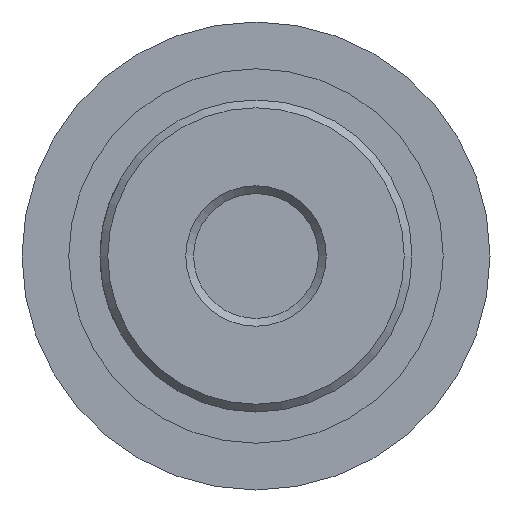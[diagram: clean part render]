
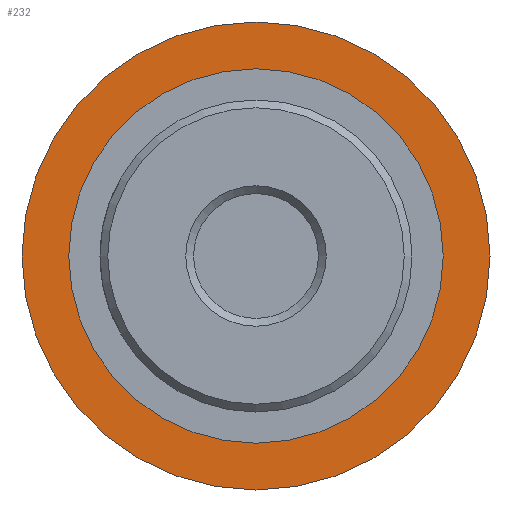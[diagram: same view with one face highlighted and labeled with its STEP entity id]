
A CAD part, left-side view. The second image highlights one B-rep face of the part: STEP entity #232.
In plain terms, the highlighted planar face has unit normal (-1, 0, 0).
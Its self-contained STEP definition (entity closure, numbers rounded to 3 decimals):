
#35 = CARTESIAN_POINT ( 'NONE',  ( 66., 0., -12. ) ) ;
#42 = VERTEX_POINT ( 'NONE', #54 ) ;
#54 = CARTESIAN_POINT ( 'NONE',  ( 66., 0., 15. ) ) ;
#112 = DIRECTION ( 'NONE',  ( 0., 0., -1. ) ) ;
#125 = DIRECTION ( 'NONE',  ( -1., 0., 0. ) ) ;
#228 = CARTESIAN_POINT ( 'NONE',  ( 66., 0., 0. ) ) ;
#232 = ADVANCED_FACE ( 'NONE', ( #791, #1151 ), #311, .F. ) ;
#300 = CARTESIAN_POINT ( 'NONE',  ( 66., 10., 0. ) ) ;
#311 = PLANE ( 'NONE',  #941 ) ;
#376 = EDGE_LOOP ( 'NONE', ( #648 ) ) ;
#411 = DIRECTION ( 'NONE',  ( 1., 0., 0. ) ) ;
#538 = EDGE_LOOP ( 'NONE', ( #1342 ) ) ;
#587 = CARTESIAN_POINT ( 'NONE',  ( 66., 0., 0. ) ) ;
#606 = CIRCLE ( 'NONE', #1148, 12. ) ;
#648 = ORIENTED_EDGE ( 'NONE', *, *, #1021, .F. ) ;
#685 = VERTEX_POINT ( 'NONE', #35 ) ;
#728 = CIRCLE ( 'NONE', #1192, 15. ) ;
#791 = FACE_BOUND ( 'NONE', #376, .T. ) ;
#941 = AXIS2_PLACEMENT_3D ( 'NONE', #300, #411, #112 ) ;
#1021 = EDGE_CURVE ( 'NONE', #685, #685, #606, .T. ) ;
#1123 = DIRECTION ( 'NONE',  ( 0., 0., -1. ) ) ;
#1134 = DIRECTION ( 'NONE',  ( 0., 0., 1. ) ) ;
#1148 = AXIS2_PLACEMENT_3D ( 'NONE', #587, #1325, #1123 ) ;
#1151 = FACE_OUTER_BOUND ( 'NONE', #538, .T. ) ;
#1192 = AXIS2_PLACEMENT_3D ( 'NONE', #228, #125, #1134 ) ;
#1211 = EDGE_CURVE ( 'NONE', #42, #42, #728, .T. ) ;
#1325 = DIRECTION ( 'NONE',  ( -1., 0., 0. ) ) ;
#1342 = ORIENTED_EDGE ( 'NONE', *, *, #1211, .T. ) ;
